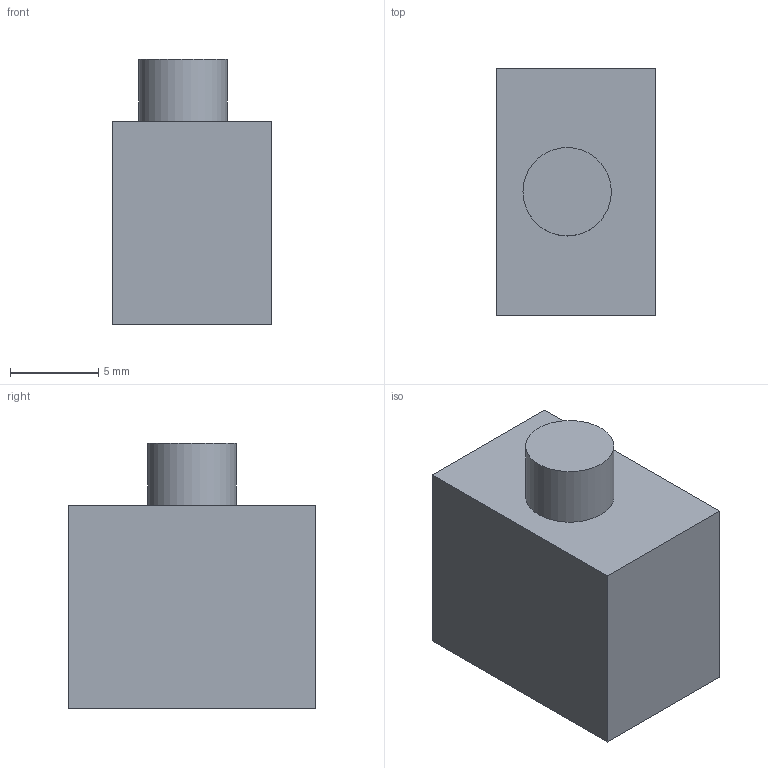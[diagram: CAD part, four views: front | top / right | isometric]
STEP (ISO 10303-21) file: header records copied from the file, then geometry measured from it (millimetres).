
FILE_DESCRIPTION(/* description */ (''),/* implementation_level */ '2;1');
FILE_NAME(/* name */ 'Puller Federaufnahme unten.step',/* time_stamp */ '2022-09-22T17:16:20+02:00',/* author */ (''),/* organization */ (''),/* preprocessor_version */ 'ST-DEVELOPER v19',/* originating_system */ 'Autodesk Translation Framework v11.7.0.108',/* authorisation */ '');
FILE_SCHEMA (('AUTOMOTIVE_DESIGN { 1 0 10303 214 3 1 1 }'));
Length unit declared in the file: millimetre
Products named in the file (3): Puller Complete better Version; Feder ; Achsenhalter
Assembly tree (2 placements, depth 3):
  Puller Complete better Version
    Feder 
      Achsenhalter
Bounding box: 9 x 14 x 15 mm (x, y, z)
Volume: 1139 mm3; surface area: 1018.5 mm2
Topology: 1 solids, 1 shells, 10 faces, 18 edges, 12 vertices
Faces by surface type: plane 8, cylinder 2
Full cylindrical faces by diameter (mm): 5 x1, 8.3 x1
Entity records: 389 total; most frequent: DIRECTION 52, CARTESIAN_POINT 45, ORIENTED_EDGE 36, AXIS2_PLACEMENT_3D 19, EDGE_CURVE 18, LINE 14, VECTOR 14, EDGE_LOOP 12
